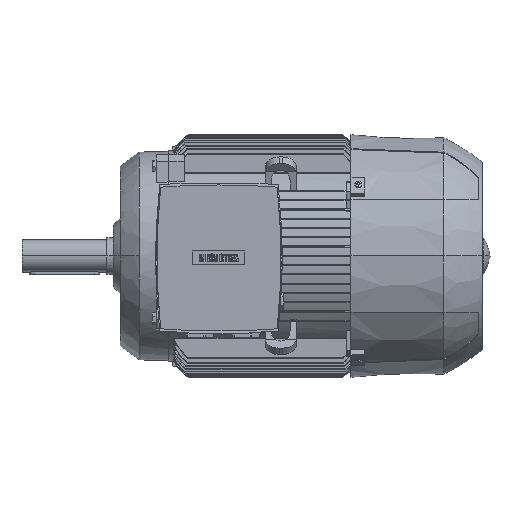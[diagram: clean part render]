
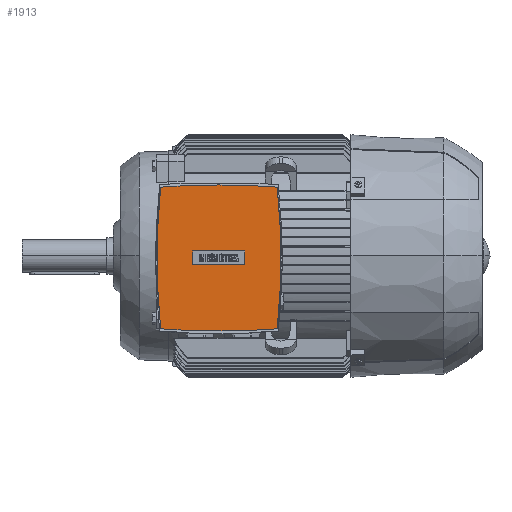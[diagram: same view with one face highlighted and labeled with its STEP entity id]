
A CAD part, top view. The second image highlights one B-rep face of the part: STEP entity #1913.
In plain terms, the highlighted planar face has unit normal (0, 0, 1).
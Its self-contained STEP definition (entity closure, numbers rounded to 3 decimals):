
#1913=ADVANCED_FACE('',(#5022,#5023),#5024,.T.);
#5022=FACE_BOUND('',#9367,.T.);
#5023=FACE_OUTER_BOUND('',#9368,.T.);
#5024=PLANE('',#9369);
#9367=EDGE_LOOP('',(#15255,#15256,#15257,#15258));
#9368=EDGE_LOOP('',(#15259,#15260,#15261,#15262,#15263,#15264));
#9369=AXIS2_PLACEMENT_3D('',#15265,#15266,#15267);
#15255=ORIENTED_EDGE('',*,*,#27674,.T.);
#15256=ORIENTED_EDGE('',*,*,#27671,.T.);
#15257=ORIENTED_EDGE('',*,*,#27668,.T.);
#15258=ORIENTED_EDGE('',*,*,#27665,.T.);
#15259=ORIENTED_EDGE('',*,*,#27798,.T.);
#15260=ORIENTED_EDGE('',*,*,#27799,.T.);
#15261=ORIENTED_EDGE('',*,*,#27118,.T.);
#15262=ORIENTED_EDGE('',*,*,#27800,.T.);
#15263=ORIENTED_EDGE('',*,*,#27111,.T.);
#15264=ORIENTED_EDGE('',*,*,#27801,.T.);
#15265=CARTESIAN_POINT('',(65.0,-3.0,265.0));
#15266=DIRECTION('',(0.0,0.0,1.0));
#15267=DIRECTION('',(0.0,-1.0,0.0));
#27111=EDGE_CURVE('',#32940,#32937,#32941,.T.);
#27118=EDGE_CURVE('',#32947,#32951,#32953,.T.);
#27665=EDGE_CURVE('',#33790,#33788,#33791,.T.);
#27668=EDGE_CURVE('',#33794,#33790,#33795,.T.);
#27671=EDGE_CURVE('',#33798,#33794,#33799,.T.);
#27674=EDGE_CURVE('',#33788,#33798,#33802,.T.);
#27798=EDGE_CURVE('',#33962,#33963,#33964,.T.);
#27799=EDGE_CURVE('',#33963,#32947,#33965,.T.);
#27800=EDGE_CURVE('',#32951,#32940,#33966,.T.);
#27801=EDGE_CURVE('',#32937,#33962,#33967,.T.);
#32937=VERTEX_POINT('',#42846);
#32940=VERTEX_POINT('',#42850);
#32941=CIRCLE('',#42851,1019.7);
#32947=VERTEX_POINT('',#42858);
#32951=VERTEX_POINT('',#42863);
#32953=CIRCLE('',#42866,1019.7);
#33788=VERTEX_POINT('',#44132);
#33790=VERTEX_POINT('',#44135);
#33791=LINE('',#44136,#44137);
#33794=VERTEX_POINT('',#44141);
#33795=LINE('',#44142,#44143);
#33798=VERTEX_POINT('',#44147);
#33799=LINE('',#44148,#44149);
#33802=LINE('',#44153,#44154);
#33962=VERTEX_POINT('',#44386);
#33963=VERTEX_POINT('',#44387);
#33964=CIRCLE('',#44388,836.0);
#33965=CIRCLE('',#44389,1019.7);
#33966=CIRCLE('',#44390,836.0);
#33967=CIRCLE('',#44391,1019.7);
#42846=CARTESIAN_POINT('',(65.,91.5,265.0));
#42850=CARTESIAN_POINT('',(140.455,88.704,265.0));
#42851=AXIS2_PLACEMENT_3D('',#62465,#62466,#62467);
#42858=CARTESIAN_POINT('',(65.,-97.5,265.0));
#42863=CARTESIAN_POINT('',(140.455,-94.704,265.0));
#42866=AXIS2_PLACEMENT_3D('',#62477,#62478,#62479);
#44132=CARTESIAN_POINT('',(98.75,-12.05,265.0));
#44135=CARTESIAN_POINT('',(98.75,6.05,265.0));
#44136=CARTESIAN_POINT('',(98.75,-3.0,265.0));
#44137=VECTOR('',#63000,1.0);
#44141=CARTESIAN_POINT('',(31.25,6.05,265.0));
#44142=CARTESIAN_POINT('',(65.0,6.05,265.0));
#44143=VECTOR('',#63002,1.0);
#44147=CARTESIAN_POINT('',(31.25,-12.05,265.0));
#44148=CARTESIAN_POINT('',(31.25,-3.0,265.0));
#44149=VECTOR('',#63004,1.0);
#44153=CARTESIAN_POINT('',(65.0,-12.05,265.0));
#44154=VECTOR('',#63006,1.0);
#44386=CARTESIAN_POINT('',(-10.455,88.704,265.0));
#44387=CARTESIAN_POINT('',(-10.455,-94.704,265.0));
#44388=AXIS2_PLACEMENT_3D('',#63100,#63101,#63102);
#44389=AXIS2_PLACEMENT_3D('',#63103,#63104,#63105);
#44390=AXIS2_PLACEMENT_3D('',#63106,#63107,#63108);
#44391=AXIS2_PLACEMENT_3D('',#63109,#63110,#63111);
#62465=CARTESIAN_POINT('',(65.0,-928.2,265.0));
#62466=DIRECTION('',(0.0,-0.0,1.0));
#62467=DIRECTION('',(0.0,1.0,0.0));
#62477=CARTESIAN_POINT('',(65.0,922.2,265.0));
#62478=DIRECTION('',(0.0,-0.0,1.0));
#62479=DIRECTION('',(0.0,1.0,0.0));
#63000=DIRECTION('',(0.0,-1.0,0.0));
#63002=DIRECTION('',(1.0,0.0,-0.0));
#63004=DIRECTION('',(0.0,1.0,0.0));
#63006=DIRECTION('',(-1.0,0.0,0.0));
#63100=CARTESIAN_POINT('',(820.5,-3.0,265.0));
#63101=DIRECTION('',(0.0,-0.0,1.0));
#63102=DIRECTION('',(0.0,1.0,0.0));
#63103=CARTESIAN_POINT('',(65.0,922.2,265.0));
#63104=DIRECTION('',(0.0,-0.0,1.0));
#63105=DIRECTION('',(0.0,1.0,0.0));
#63106=CARTESIAN_POINT('',(-690.5,-3.0,265.0));
#63107=DIRECTION('',(0.0,-0.0,1.0));
#63108=DIRECTION('',(0.0,1.0,0.0));
#63109=CARTESIAN_POINT('',(65.0,-928.2,265.0));
#63110=DIRECTION('',(0.0,-0.0,1.0));
#63111=DIRECTION('',(0.0,1.0,0.0));
